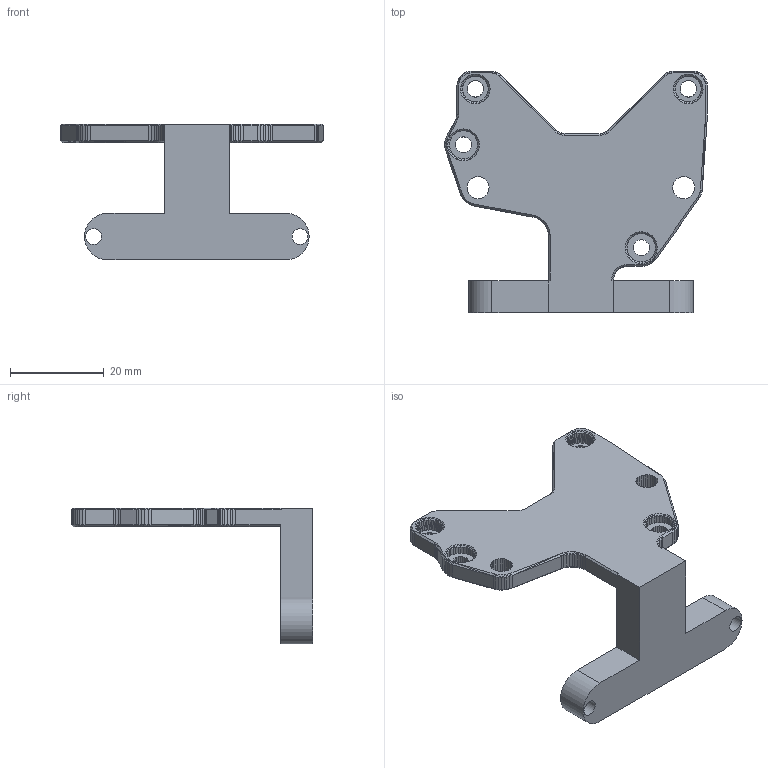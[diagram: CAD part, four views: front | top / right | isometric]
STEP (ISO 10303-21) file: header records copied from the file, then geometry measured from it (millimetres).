
FILE_DESCRIPTION(/* description */ ('STEP AP242'),/* implementation_level */ '2;1');
FILE_NAME(/* name */ 'K1 Inertia Toolhead EBB36 Mount STEP.step',/* time_stamp */ '2025-09-02T20:04:28+02:00',/* author */ (''),/* organization */ (''),/* preprocessor_version */ 'ST-DEVELOPER v20.1',/* originating_system */ 'Autodesk Translation Framework v14.10.0.0',/* authorisation */ '');
FILE_SCHEMA (('AUTOMOTIVE_DESIGN { 1 0 10303 214 3 1 1 }'));
Length unit declared in the file: millimetre
Products named in the file (1): Inertia Cube Mark I v65 - TVm v3
Bounding box: 56.02 x 51.51 x 29 mm (x, y, z)
Volume: 10883.5 mm3; surface area: 6572.8 mm2
Topology: 1 solids, 1 shells, 1425 faces, 2675 edges, 1256 vertices
Faces by surface type: plane 1421, cylinder 4
Full cylindrical faces by diameter (mm): 3.4 x2
Entity records: 32771 total; most frequent: DIRECTION 5535, CARTESIAN_POINT 5357, ORIENTED_EDGE 5350, EDGE_CURVE 2675, LINE 2667, VECTOR 2667, EDGE_LOOP 1445, AXIS2_PLACEMENT_3D 1434
